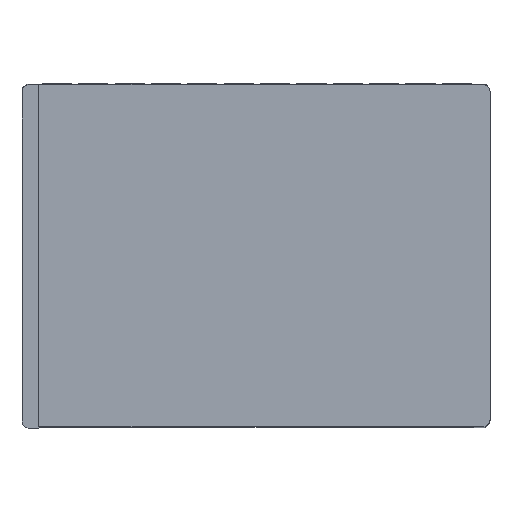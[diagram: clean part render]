
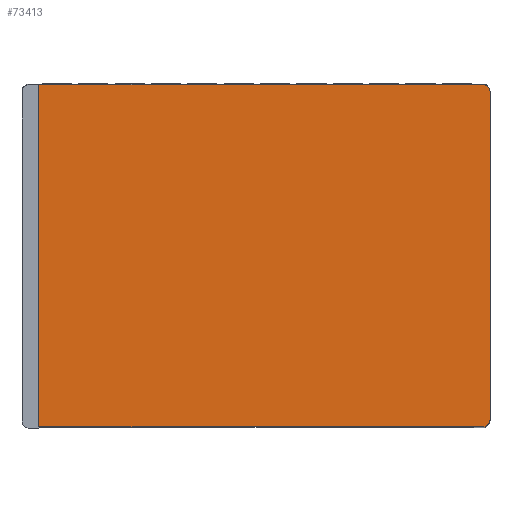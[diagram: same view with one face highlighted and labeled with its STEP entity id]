
A CAD part, front view. The second image highlights one B-rep face of the part: STEP entity #73413.
In plain terms, the highlighted planar face has unit normal (0, -1, 0).
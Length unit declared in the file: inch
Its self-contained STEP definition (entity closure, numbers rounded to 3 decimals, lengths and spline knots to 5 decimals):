
#634 = CARTESIAN_POINT ( 'NONE',  ( 1.22047, -0.41275, -0.91916 ) ) ;
#5021 = EDGE_CURVE ( 'NONE', #47868, #105067, #12280, .T. ) ;
#9999 = CARTESIAN_POINT ( 'NONE',  ( 1.25984, -0.41275, 0.884 ) ) ;
#10833 = CARTESIAN_POINT ( 'NONE',  ( 1.22047, -0.41275, -0.91916 ) ) ;
#11956 = CARTESIAN_POINT ( 'NONE',  ( 1.24353, -0.41275, -0.91916 ) ) ;
#12280 =( BOUNDED_CURVE ( )  B_SPLINE_CURVE ( 3, ( #9999, #60963, #103486, #69525 ),
 .UNSPECIFIED., .F., .F. ) 
 B_SPLINE_CURVE_WITH_KNOTS ( ( 4, 4 ),
 ( 1.5708, 3.14159 ),
 .UNSPECIFIED. ) 
 CURVE ( )  GEOMETRIC_REPRESENTATION_ITEM ( )  RATIONAL_B_SPLINE_CURVE ( ( 1., 0.805, 0.805, 1. ) ) 
 REPRESENTATION_ITEM ( '' )  );
#13359 = VECTOR ( 'NONE', #38970, 39.37008 ) ;
#14919 =( BOUNDED_CURVE ( )  B_SPLINE_CURVE ( 3, ( #10833, #11956, #70332, #53948 ),
 .UNSPECIFIED., .F., .F. ) 
 B_SPLINE_CURVE_WITH_KNOTS ( ( 4, 4 ),
 ( 0., 1.5708 ),
 .UNSPECIFIED. ) 
 CURVE ( )  GEOMETRIC_REPRESENTATION_ITEM ( )  RATIONAL_B_SPLINE_CURVE ( ( 1., 0.805, 0.805, 1. ) ) 
 REPRESENTATION_ITEM ( '' )  );
#16993 = CARTESIAN_POINT ( 'NONE',  ( 1.25984, -0.41275, -0.87979 ) ) ;
#17703 = ORIENTED_EDGE ( 'NONE', *, *, #109507, .T. ) ;
#20369 = LINE ( 'NONE', #96003, #95029 ) ;
#28268 = DIRECTION ( 'NONE',  ( 0., 0., -1. ) ) ;
#33556 = DIRECTION ( 'NONE',  ( 0., 0., -1. ) ) ;
#35672 = ORIENTED_EDGE ( 'NONE', *, *, #69947, .F. ) ;
#37221 = VECTOR ( 'NONE', #89143, 39.37008 ) ;
#38970 = DIRECTION ( 'NONE',  ( 0., 0., -1. ) ) ;
#39014 = EDGE_LOOP ( 'NONE', ( #52510, #17703, #45467, #55004, #35672, #98767 ) ) ;
#41760 = DIRECTION ( 'NONE',  ( 0., -1., 0. ) ) ;
#45467 = ORIENTED_EDGE ( 'NONE', *, *, #63994, .F. ) ;
#47647 = FACE_OUTER_BOUND ( 'NONE', #39014, .T. ) ;
#47868 = VERTEX_POINT ( 'NONE', #73704 ) ;
#50961 = CARTESIAN_POINT ( 'NONE',  ( -1.16929, -0.41275, 0.92337 ) ) ;
#51277 = VERTEX_POINT ( 'NONE', #634 ) ;
#52510 = ORIENTED_EDGE ( 'NONE', *, *, #93389, .T. ) ;
#53948 = CARTESIAN_POINT ( 'NONE',  ( 1.25984, -0.41275, -0.87979 ) ) ;
#54758 = VECTOR ( 'NONE', #80999, 39.37008 ) ;
#55004 = ORIENTED_EDGE ( 'NONE', *, *, #5021, .T. ) ;
#55351 = CARTESIAN_POINT ( 'NONE',  ( -1.16929, -0.41275, 0.92337 ) ) ;
#60963 = CARTESIAN_POINT ( 'NONE',  ( 1.25984, -0.41275, 0.90706 ) ) ;
#63526 = VERTEX_POINT ( 'NONE', #105070 ) ;
#63994 = EDGE_CURVE ( 'NONE', #47868, #79131, #90557, .T. ) ;
#66424 = LINE ( 'NONE', #77580, #37221 ) ;
#67330 = AXIS2_PLACEMENT_3D ( 'NONE', #50961, #41760, #33556 ) ;
#69525 = CARTESIAN_POINT ( 'NONE',  ( 1.22047, -0.41275, 0.92337 ) ) ;
#69947 = EDGE_CURVE ( 'NONE', #108365, #105067, #104102, .T. ) ;
#70332 = CARTESIAN_POINT ( 'NONE',  ( 1.25984, -0.41275, -0.90285 ) ) ;
#73413 = ADVANCED_FACE ( 'NONE', ( #47647 ), #84459, .T. ) ;
#73704 = CARTESIAN_POINT ( 'NONE',  ( 1.25984, -0.41275, 0.884 ) ) ;
#77580 = CARTESIAN_POINT ( 'NONE',  ( -1.16929, -0.41275, -0.91916 ) ) ;
#77629 = EDGE_CURVE ( 'NONE', #108365, #63526, #20369, .T. ) ;
#79131 = VERTEX_POINT ( 'NONE', #16993 ) ;
#80999 = DIRECTION ( 'NONE',  ( 1., 0., 0. ) ) ;
#82030 = CARTESIAN_POINT ( 'NONE',  ( 1.25984, -0.41275, 0.92337 ) ) ;
#84459 = PLANE ( 'NONE',  #67330 ) ;
#87695 = CARTESIAN_POINT ( 'NONE',  ( -1.16929, -0.41275, 0.92337 ) ) ;
#89143 = DIRECTION ( 'NONE',  ( 1., 0., 0. ) ) ;
#90557 = LINE ( 'NONE', #82030, #13359 ) ;
#90577 = CARTESIAN_POINT ( 'NONE',  ( 1.22047, -0.41275, 0.92337 ) ) ;
#93389 = EDGE_CURVE ( 'NONE', #63526, #51277, #66424, .T. ) ;
#95029 = VECTOR ( 'NONE', #28268, 39.37008 ) ;
#96003 = CARTESIAN_POINT ( 'NONE',  ( -1.16929, -0.41275, 0.92337 ) ) ;
#98767 = ORIENTED_EDGE ( 'NONE', *, *, #77629, .T. ) ;
#103486 = CARTESIAN_POINT ( 'NONE',  ( 1.24353, -0.41275, 0.92337 ) ) ;
#104102 = LINE ( 'NONE', #55351, #54758 ) ;
#105067 = VERTEX_POINT ( 'NONE', #90577 ) ;
#105070 = CARTESIAN_POINT ( 'NONE',  ( -1.16929, -0.41275, -0.91916 ) ) ;
#108365 = VERTEX_POINT ( 'NONE', #87695 ) ;
#109507 = EDGE_CURVE ( 'NONE', #51277, #79131, #14919, .T. ) ;
